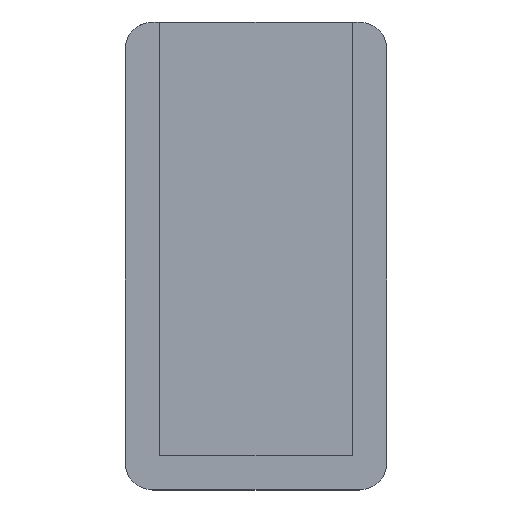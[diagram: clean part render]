
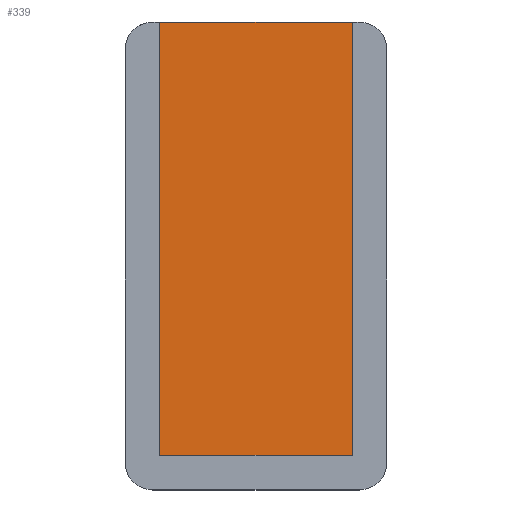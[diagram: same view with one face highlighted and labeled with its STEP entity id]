
A CAD part, top view. The second image highlights one B-rep face of the part: STEP entity #339.
In plain terms, the highlighted planar face has unit normal (0, 0, 1).
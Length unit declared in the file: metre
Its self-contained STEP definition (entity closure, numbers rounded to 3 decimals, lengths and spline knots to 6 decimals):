
#88=ORIENTED_EDGE('',*,*,#142,.F.);
#89=ORIENTED_EDGE('',*,*,#167,.T.);
#90=ORIENTED_EDGE('',*,*,#169,.T.);
#91=ORIENTED_EDGE('',*,*,#171,.F.);
#142=EDGE_CURVE('',#190,#191,#218,.T.);
#167=EDGE_CURVE('',#190,#210,#239,.T.);
#169=EDGE_CURVE('',#210,#211,#241,.T.);
#171=EDGE_CURVE('',#191,#211,#243,.T.);
#190=VERTEX_POINT('',#527);
#191=VERTEX_POINT('',#529);
#210=VERTEX_POINT('',#579);
#211=VERTEX_POINT('',#583);
#218=LINE('',#528,#250);
#239=LINE('',#578,#271);
#241=LINE('',#582,#273);
#243=LINE('',#586,#275);
#250=VECTOR('',#413,1.);
#271=VECTOR('',#454,1.);
#273=VECTOR('',#458,1.);
#275=VECTOR('',#462,1.);
#285=EDGE_LOOP('',(#88,#89,#90,#91));
#307=FACE_BOUND('',#285,.T.);
#329=PLANE('',#378);
#339=ADVANCED_FACE('',(#307),#329,.T.);
#378=AXIS2_PLACEMENT_3D('',#587,#463,#464);
#413=DIRECTION('',(1.,0.,0.));
#454=DIRECTION('',(0.,-1.,0.));
#458=DIRECTION('',(1.,0.,0.));
#462=DIRECTION('',(0.,-1.,0.));
#463=DIRECTION('',(0.,0.,1.));
#464=DIRECTION('',(1.,0.,0.));
#527=CARTESIAN_POINT('',(-0.010052,0.000694,0.0025));
#528=CARTESIAN_POINT('',(-0.003052,0.000694,0.0025));
#529=CARTESIAN_POINT('',(0.003948,0.000694,0.0025));
#578=CARTESIAN_POINT('',(-0.010052,-0.016306,0.0025));
#579=CARTESIAN_POINT('',(-0.010052,-0.030806,0.0025));
#582=CARTESIAN_POINT('',(-0.003052,-0.030806,0.0025));
#583=CARTESIAN_POINT('',(0.003948,-0.030806,0.0025));
#586=CARTESIAN_POINT('',(0.003948,-0.016306,0.0025));
#587=CARTESIAN_POINT('',(-0.003052,-0.016306,0.0025));
